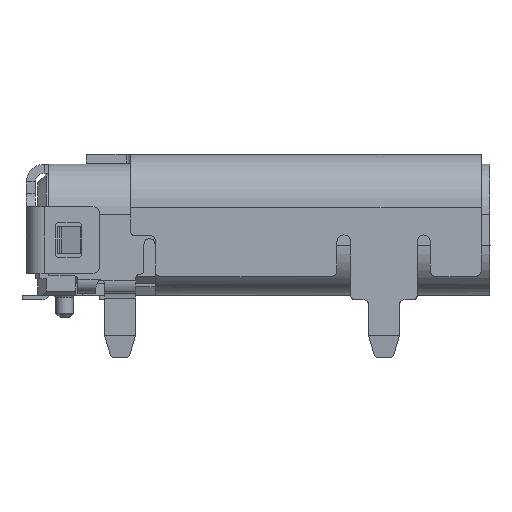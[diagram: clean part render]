
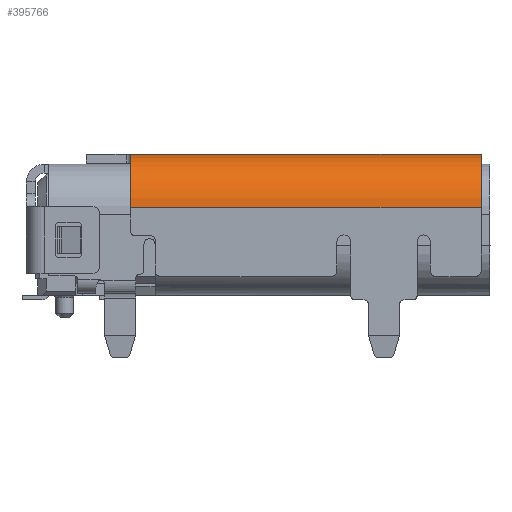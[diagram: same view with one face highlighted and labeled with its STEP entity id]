
A CAD part, front view. The second image highlights one B-rep face of the part: STEP entity #395766.
In plain terms, the highlighted cylindrical face has radius 1.2 mm (diameter 2.4 mm), a partial arc.
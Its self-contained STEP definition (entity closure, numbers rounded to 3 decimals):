
#395766 = ADVANCED_FACE('',(#395767),#395782,.T.);
#395767 = FACE_BOUND('',#395768,.T.);
#395768 = EDGE_LOOP('',(#395769,#395793,#395809,#395826));
#395769 = ORIENTED_EDGE('',*,*,#395770,.T.);
#395770 = EDGE_CURVE('',#395771,#395773,#395775,.T.);
#395771 = VERTEX_POINT('',#395772);
#395772 = CARTESIAN_POINT('',(-0.2,-4.59,
    0.5));
#395773 = VERTEX_POINT('',#395774);
#395774 = CARTESIAN_POINT('',(-0.2,-3.39,
    1.7));
#395775 = SURFACE_CURVE('',#395776,(#395781),.PCURVE_S1.);
#395776 = CIRCLE('',#395777,1.2);
#395777 = AXIS2_PLACEMENT_3D('',#395778,#395779,#395780);
#395778 = CARTESIAN_POINT('',(-0.2,-3.39,
    0.5));
#395779 = DIRECTION('',(-1.,0.,0.));
#395780 = DIRECTION('',(0.,-1.,0.));
#395781 = PCURVE('',#395782,#395787);
#395782 = CYLINDRICAL_SURFACE('',#395783,1.2);
#395783 = AXIS2_PLACEMENT_3D('',#395784,#395785,#395786);
#395784 = CARTESIAN_POINT('',(-8.258,-3.39,
    0.5));
#395785 = DIRECTION('',(1.,0.,0.));
#395786 = DIRECTION('',(0.,0.,1.));
#395787 = DEFINITIONAL_REPRESENTATION('',(#395788),#395792);
#395788 = LINE('',#395789,#395790);
#395789 = CARTESIAN_POINT('',(1.571,8.058));
#395790 = VECTOR('',#395791,1.);
#395791 = DIRECTION('',(-1.,0.));
#395792 = ( GEOMETRIC_REPRESENTATION_CONTEXT(2) 
PARAMETRIC_REPRESENTATION_CONTEXT() REPRESENTATION_CONTEXT('2D SPACE',''
  ) );
#395793 = ORIENTED_EDGE('',*,*,#395794,.F.);
#395794 = EDGE_CURVE('',#395795,#395773,#395797,.T.);
#395795 = VERTEX_POINT('',#395796);
#395796 = CARTESIAN_POINT('',(-8.1,-3.39,
    1.7));
#395797 = SURFACE_CURVE('',#395798,(#395802),.PCURVE_S1.);
#395798 = LINE('',#395799,#395800);
#395799 = CARTESIAN_POINT('',(-8.1,-3.39,
    1.7));
#395800 = VECTOR('',#395801,1.);
#395801 = DIRECTION('',(1.,0.,0.));
#395802 = PCURVE('',#395782,#395803);
#395803 = DEFINITIONAL_REPRESENTATION('',(#395804),#395808);
#395804 = LINE('',#395805,#395806);
#395805 = CARTESIAN_POINT('',(0.,0.158));
#395806 = VECTOR('',#395807,1.);
#395807 = DIRECTION('',(0.,1.));
#395808 = ( GEOMETRIC_REPRESENTATION_CONTEXT(2) 
PARAMETRIC_REPRESENTATION_CONTEXT() REPRESENTATION_CONTEXT('2D SPACE',''
  ) );
#395809 = ORIENTED_EDGE('',*,*,#395810,.T.);
#395810 = EDGE_CURVE('',#395795,#395811,#395813,.T.);
#395811 = VERTEX_POINT('',#395812);
#395812 = CARTESIAN_POINT('',(-8.1,-4.59,
    0.5));
#395813 = SURFACE_CURVE('',#395814,(#395819),.PCURVE_S1.);
#395814 = CIRCLE('',#395815,1.2);
#395815 = AXIS2_PLACEMENT_3D('',#395816,#395817,#395818);
#395816 = CARTESIAN_POINT('',(-8.1,-3.39,
    0.5));
#395817 = DIRECTION('',(1.,0.,0.));
#395818 = DIRECTION('',(0.,0.,1.));
#395819 = PCURVE('',#395782,#395820);
#395820 = DEFINITIONAL_REPRESENTATION('',(#395821),#395825);
#395821 = LINE('',#395822,#395823);
#395822 = CARTESIAN_POINT('',(0.,0.158));
#395823 = VECTOR('',#395824,1.);
#395824 = DIRECTION('',(1.,0.));
#395825 = ( GEOMETRIC_REPRESENTATION_CONTEXT(2) 
PARAMETRIC_REPRESENTATION_CONTEXT() REPRESENTATION_CONTEXT('2D SPACE',''
  ) );
#395826 = ORIENTED_EDGE('',*,*,#395827,.F.);
#395827 = EDGE_CURVE('',#395771,#395811,#395828,.T.);
#395828 = SURFACE_CURVE('',#395829,(#395833),.PCURVE_S1.);
#395829 = LINE('',#395830,#395831);
#395830 = CARTESIAN_POINT('',(-0.2,-4.59,
    0.5));
#395831 = VECTOR('',#395832,1.);
#395832 = DIRECTION('',(-1.,0.,0.));
#395833 = PCURVE('',#395782,#395834);
#395834 = DEFINITIONAL_REPRESENTATION('',(#395835),#395839);
#395835 = LINE('',#395836,#395837);
#395836 = CARTESIAN_POINT('',(1.571,8.058));
#395837 = VECTOR('',#395838,1.);
#395838 = DIRECTION('',(0.,-1.));
#395839 = ( GEOMETRIC_REPRESENTATION_CONTEXT(2) 
PARAMETRIC_REPRESENTATION_CONTEXT() REPRESENTATION_CONTEXT('2D SPACE',''
  ) );
